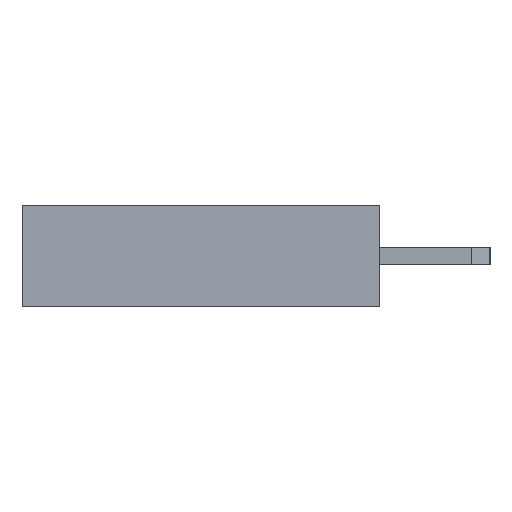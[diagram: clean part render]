
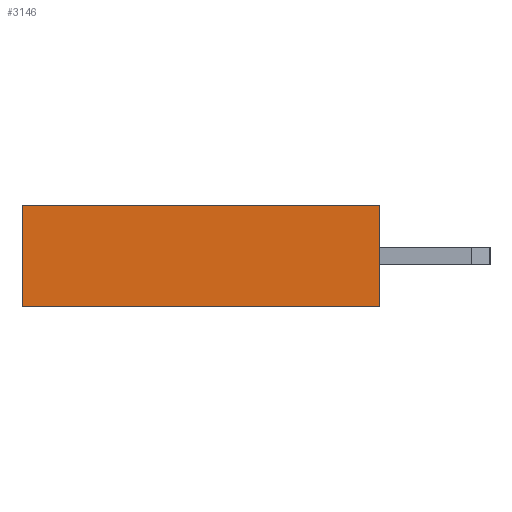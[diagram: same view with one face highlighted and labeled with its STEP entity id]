
A CAD part, left-side view. The second image highlights one B-rep face of the part: STEP entity #3146.
In plain terms, the highlighted planar face has unit normal (-1, 0, 0).
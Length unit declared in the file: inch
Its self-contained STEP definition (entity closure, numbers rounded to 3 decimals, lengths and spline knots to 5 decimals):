
#323=ORIENTED_EDGE('',*,*,#1128,.T.);
#324=ORIENTED_EDGE('',*,*,#967,.F.);
#325=ORIENTED_EDGE('',*,*,#1149,.F.);
#326=ORIENTED_EDGE('',*,*,#959,.T.);
#959=EDGE_CURVE('',#1404,#1403,#1699,.T.);
#967=EDGE_CURVE('',#1411,#1412,#1707,.T.);
#1128=EDGE_CURVE('',#1403,#1412,#1868,.T.);
#1149=EDGE_CURVE('',#1404,#1411,#1889,.T.);
#1403=VERTEX_POINT('',#4301);
#1404=VERTEX_POINT('',#4303);
#1411=VERTEX_POINT('',#4318);
#1412=VERTEX_POINT('',#4320);
#1699=LINE('',#4302,#2143);
#1707=LINE('',#4319,#2151);
#1868=LINE('',#4640,#2312);
#1889=LINE('',#4672,#2333);
#2143=VECTOR('',#3489,39.37008);
#2151=VECTOR('',#3499,39.37008);
#2312=VECTOR('',#3742,39.37008);
#2333=VECTOR('',#3785,39.37008);
#2600=EDGE_LOOP('',(#323,#324,#325,#326));
#2792=FACE_BOUND('',#2600,.T.);
#2984=PLANE('',#3334);
#3146=ADVANCED_FACE('',(#2792),#2984,.F.);
#3334=AXIS2_PLACEMENT_3D('',#4671,#3783,#3784);
#3489=DIRECTION('',(0.,-1.,0.));
#3499=DIRECTION('',(0.,-1.,0.));
#3742=DIRECTION('',(0.,0.,1.));
#3783=DIRECTION('',(1.,0.,0.));
#3784=DIRECTION('',(0.,0.,-1.));
#3785=DIRECTION('',(0.,0.,1.));
#4301=CARTESIAN_POINT('',(-0.51,0.,-0.0475));
#4302=CARTESIAN_POINT('',(-0.51,0.335,-0.0475));
#4303=CARTESIAN_POINT('',(-0.51,0.335,-0.0475));
#4318=CARTESIAN_POINT('',(-0.51,0.335,0.0475));
#4319=CARTESIAN_POINT('',(-0.51,0.335,0.0475));
#4320=CARTESIAN_POINT('',(-0.51,0.,0.0475));
#4640=CARTESIAN_POINT('',(-0.51,0.,-0.0475));
#4671=CARTESIAN_POINT('',(-0.51,0.335,-0.0475));
#4672=CARTESIAN_POINT('',(-0.51,0.335,-0.0475));
